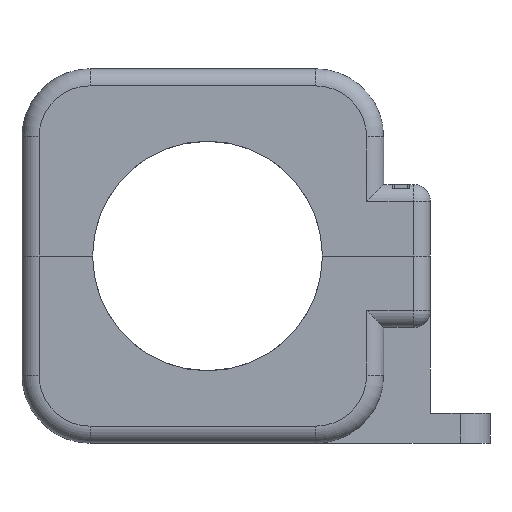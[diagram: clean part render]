
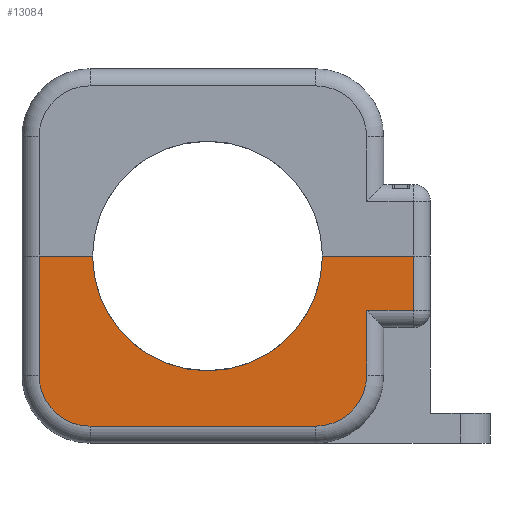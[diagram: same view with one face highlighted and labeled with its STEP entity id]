
A CAD part, left-side view. The second image highlights one B-rep face of the part: STEP entity #13084.
In plain terms, the highlighted planar face has unit normal (-1, 0, 0).
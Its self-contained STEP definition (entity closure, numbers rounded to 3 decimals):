
#749=CIRCLE('',#13890,13.5);
#750=CIRCLE('',#13891,6.);
#751=CIRCLE('',#13892,6.);
#1055=ORIENTED_EDGE('',*,*,#4938,.F.);
#1056=ORIENTED_EDGE('',*,*,#5029,.T.);
#1057=ORIENTED_EDGE('',*,*,#5018,.F.);
#1058=ORIENTED_EDGE('',*,*,#5030,.T.);
#1059=ORIENTED_EDGE('',*,*,#5031,.T.);
#1060=ORIENTED_EDGE('',*,*,#5032,.T.);
#1061=ORIENTED_EDGE('',*,*,#5033,.T.);
#1062=ORIENTED_EDGE('',*,*,#5034,.T.);
#1063=ORIENTED_EDGE('',*,*,#5035,.T.);
#1064=ORIENTED_EDGE('',*,*,#5036,.T.);
#4938=EDGE_CURVE('',#6942,#6943,#8267,.T.);
#5018=EDGE_CURVE('',#7007,#7008,#8331,.T.);
#5029=EDGE_CURVE('',#6942,#7008,#749,.F.);
#5030=EDGE_CURVE('',#7007,#7014,#8339,.F.);
#5031=EDGE_CURVE('',#7014,#7015,#750,.T.);
#5032=EDGE_CURVE('',#7015,#7016,#8340,.T.);
#5033=EDGE_CURVE('',#7016,#7017,#751,.T.);
#5034=EDGE_CURVE('',#7017,#7018,#8341,.F.);
#5035=EDGE_CURVE('',#7018,#7019,#8342,.F.);
#5036=EDGE_CURVE('',#7019,#6943,#8343,.T.);
#6942=VERTEX_POINT('',#17785);
#6943=VERTEX_POINT('',#17787);
#7007=VERTEX_POINT('',#17942);
#7008=VERTEX_POINT('',#17944);
#7014=VERTEX_POINT('',#17964);
#7015=VERTEX_POINT('',#17966);
#7016=VERTEX_POINT('',#17968);
#7017=VERTEX_POINT('',#17970);
#7018=VERTEX_POINT('',#17972);
#7019=VERTEX_POINT('',#17974);
#8267=LINE('',#17786,#9585);
#8331=LINE('',#17943,#9649);
#8339=LINE('',#17963,#9657);
#8340=LINE('',#17967,#9658);
#8341=LINE('',#17971,#9659);
#8342=LINE('',#17973,#9660);
#8343=LINE('',#17975,#9661);
#9585=VECTOR('',#14746,1000.);
#9649=VECTOR('',#14866,1000.);
#9657=VECTOR('',#14886,1000.);
#9658=VECTOR('',#14889,1000.);
#9659=VECTOR('',#14892,1000.);
#9660=VECTOR('',#14893,1000.);
#9661=VECTOR('',#14894,1000.);
#10895=EDGE_LOOP('',(#1055,#1056,#1057,#1058,#1059,#1060,#1061,#1062,#1063,
#1064));
#11705=FACE_BOUND('',#10895,.T.);
#12509=PLANE('',#13889);
#13084=ADVANCED_FACE('',(#11705),#12509,.T.);
#13889=AXIS2_PLACEMENT_3D('',#17961,#14882,#14883);
#13890=AXIS2_PLACEMENT_3D('',#17962,#14884,#14885);
#13891=AXIS2_PLACEMENT_3D('',#17965,#14887,#14888);
#13892=AXIS2_PLACEMENT_3D('',#17969,#14890,#14891);
#14746=DIRECTION('',(0.,-1.,0.));
#14866=DIRECTION('',(0.,-1.,0.));
#14882=DIRECTION('',(-1.,0.,0.));
#14883=DIRECTION('',(0.,0.,1.));
#14884=DIRECTION('',(-1.,0.,0.));
#14885=DIRECTION('',(0.,0.,1.));
#14886=DIRECTION('',(0.,0.,1.));
#14887=DIRECTION('',(-1.,0.,0.));
#14888=DIRECTION('',(0.,0.,1.));
#14889=DIRECTION('',(0.,-1.,0.));
#14890=DIRECTION('',(-1.,0.,0.));
#14891=DIRECTION('',(0.,0.,1.));
#14892=DIRECTION('',(0.,0.,-1.));
#14893=DIRECTION('',(0.,1.,0.));
#14894=DIRECTION('',(0.,0.,1.));
#17785=CARTESIAN_POINT('',(-10.,-11.3,0.));
#17786=CARTESIAN_POINT('',(-10.,24.,0.));
#17787=CARTESIAN_POINT('',(-10.,-22.,0.));
#17942=CARTESIAN_POINT('',(-10.,22.,0.));
#17943=CARTESIAN_POINT('',(-10.,24.,0.));
#17944=CARTESIAN_POINT('',(-10.,15.7,0.));
#17961=CARTESIAN_POINT('',(-10.,24.,-22.));
#17962=CARTESIAN_POINT('',(-10.,2.2,0.));
#17963=CARTESIAN_POINT('',(-10.,22.,-22.));
#17964=CARTESIAN_POINT('',(-10.,22.,-14.));
#17965=CARTESIAN_POINT('',(-10.,16.,-14.));
#17966=CARTESIAN_POINT('',(-10.,16.,-20.));
#17967=CARTESIAN_POINT('',(-10.,-10.5,-20.));
#17968=CARTESIAN_POINT('',(-10.,-10.5,-20.));
#17969=CARTESIAN_POINT('',(-10.,-10.5,-14.));
#17970=CARTESIAN_POINT('',(-10.,-16.5,-14.));
#17971=CARTESIAN_POINT('',(-10.,-16.5,-22.));
#17972=CARTESIAN_POINT('',(-10.,-16.5,-6.4));
#17973=CARTESIAN_POINT('',(-10.,24.,-6.4));
#17974=CARTESIAN_POINT('',(-10.,-22.,-6.4));
#17975=CARTESIAN_POINT('',(-10.,-22.,-22.));
